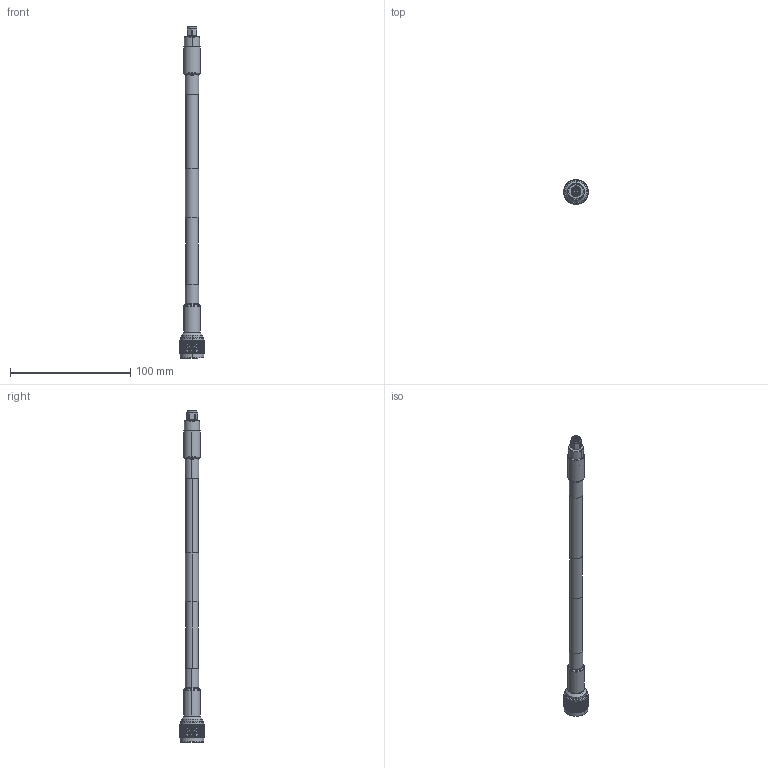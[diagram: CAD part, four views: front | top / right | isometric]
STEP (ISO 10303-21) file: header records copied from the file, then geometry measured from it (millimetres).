
FILE_DESCRIPTION (( 'STEP AP214' ), '1' );
FILE_NAME ('FMC00110_3D.step', '2024-01-19T19:41:26', ( '' ), ( '' ), 'SwSTEP 2.0', 'SolidWorks 2022', '' );
FILE_SCHEMA (( 'AUTOMOTIVE_DESIGN' ));
Length unit declared in the file: inch
Products named in the file (9): Copy of TC-400-SM-X_body^Copy of TC-400-SM-X_FMC00110; Copy of TC-400-SM-X^FMC00110; Copy of PE4550 ¦ SC9116^FMC00110; Copy of TC-400-SM-X_insulator^Copy of TC-400-SM-X_FMC00110; FMC00110_3D; Copy of Heatshrink_LMR-400-1_240177^FMC00110; Copy of TC-400-SM-X_c-contact^Copy of TC-400-SM-X_FMC00110; Copy of TC-400-SM-X_ferrule^Copy of TC-400-SM-X_FMC00110; Copy of Cable_LMR-400-DB_240177^FMC00110_WITH LABEL
Assembly tree (9 placements, depth 3):
  FMC00110_3D
    Copy of Cable_LMR-400-DB_240177^FMC00110_WITH LABEL
    Copy of TC-400-SM-X^FMC00110
      Copy of TC-400-SM-X_body^Copy of TC-400-SM-X_FMC00110
      Copy of TC-400-SM-X_c-contact^Copy of TC-400-SM-X_FMC00110
      Copy of TC-400-SM-X_insulator^Copy of TC-400-SM-X_FMC00110
      Copy of TC-400-SM-X_ferrule^Copy of TC-400-SM-X_FMC00110
    Copy of PE4550 ¦ SC9116^FMC00110
    Copy of Heatshrink_LMR-400-1_240177^FMC00110  x2
Bounding box: 20.32 x 20.32 x 275.9 mm (x, y, z)
Volume: 36400 mm3; surface area: 19183.6 mm2
Topology: 9 solids, 9 shells, 2903 faces, 6081 edges, 3219 vertices
Faces by surface type: bspline 2163, cylinder 586, cone 77, plane 63, torus 12, sphere 2
Entity records: 108288 total; most frequent: CARTESIAN_POINT 70000, ORIENTED_EDGE 12114, EDGE_CURVE 6057, VERTEX_POINT 3207, EDGE_LOOP 2922, ADVANCED_FACE 2891, FACE_OUTER_BOUND 2891, B_SPLINE_CURVE_WITH_KNOTS 2549
